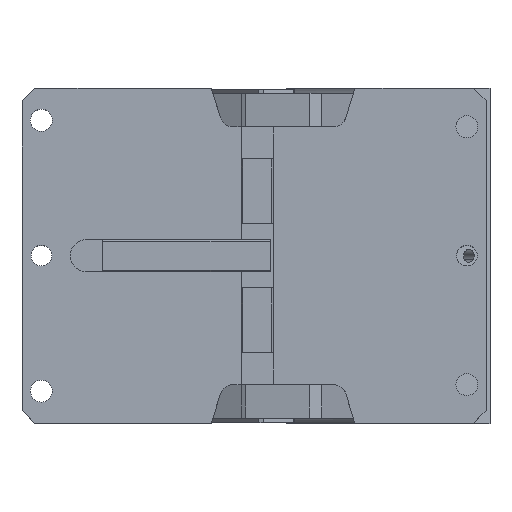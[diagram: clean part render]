
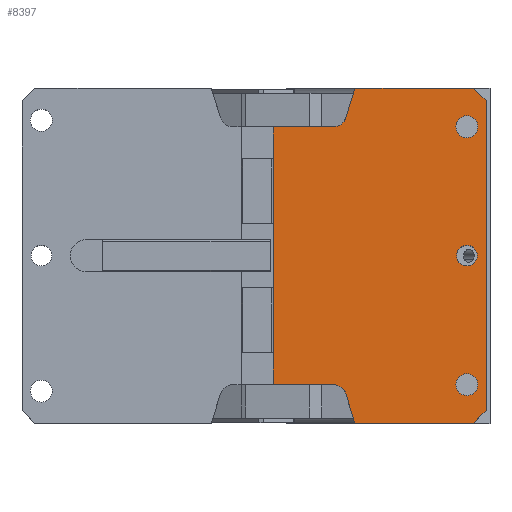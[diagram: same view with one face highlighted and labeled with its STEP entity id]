
A CAD part, top view. The second image highlights one B-rep face of the part: STEP entity #8397.
In plain terms, the highlighted planar face has unit normal (0, 0, 1).
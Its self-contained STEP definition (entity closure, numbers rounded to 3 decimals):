
#4436=CARTESIAN_POINT('Line Origine',(-101.7,100.,215.)) ;
#4440=CARTESIAN_POINT('Vertex',(-78.4,100.,215.)) ;
#4442=CARTESIAN_POINT('Vertex',(-125.,100.,215.)) ;
#5332=CARTESIAN_POINT('Axis2P3D Location',(-78.4,110.,215.)) ;
#5336=CARTESIAN_POINT('Vertex',(-68.837,107.076,215.)) ;
#5847=CARTESIAN_POINT('Vertex',(-61.828,-130.,215.)) ;
#5850=CARTESIAN_POINT('Line Origine',(-65.332,-118.538,215.)) ;
#5854=CARTESIAN_POINT('Vertex',(-68.837,-107.076,215.)) ;
#5874=CARTESIAN_POINT('Line Origine',(35.,-125.,215.)) ;
#5878=CARTESIAN_POINT('Vertex',(40.,-120.,215.)) ;
#5880=CARTESIAN_POINT('Vertex',(30.,-130.,215.)) ;
#5914=CARTESIAN_POINT('Line Origine',(40.,0.,215.)) ;
#5918=CARTESIAN_POINT('Vertex',(40.,120.,215.)) ;
#5956=CARTESIAN_POINT('Vertex',(30.,130.,215.)) ;
#5959=CARTESIAN_POINT('Line Origine',(35.,125.,215.)) ;
#6192=CARTESIAN_POINT('Vertex',(-125.,-75.,215.)) ;
#6199=CARTESIAN_POINT('Vertex',(-125.,-100.,215.)) ;
#6202=CARTESIAN_POINT('Line Origine',(-125.,-91.5,215.)) ;
#6206=CARTESIAN_POINT('Vertex',(-125.,-83.,215.)) ;
#6209=CARTESIAN_POINT('Line Origine',(-125.,-79.,215.)) ;
#6228=CARTESIAN_POINT('Line Origine',(-125.,50.,215.)) ;
#6232=CARTESIAN_POINT('Vertex',(-125.,26.2,215.)) ;
#6234=CARTESIAN_POINT('Vertex',(-125.,73.8,215.)) ;
#6237=CARTESIAN_POINT('Line Origine',(-125.,74.4,215.)) ;
#6241=CARTESIAN_POINT('Vertex',(-125.,75.,215.)) ;
#6262=CARTESIAN_POINT('Vertex',(-125.,25.,215.)) ;
#6265=CARTESIAN_POINT('Line Origine',(-125.,25.6,215.)) ;
#6288=CARTESIAN_POINT('Vertex',(25.,-108.5,215.)) ;
#6293=CARTESIAN_POINT('Axis2P3D Location',(25.,-100.,215.)) ;
#6297=CARTESIAN_POINT('Vertex',(25.,-91.5,215.)) ;
#6324=CARTESIAN_POINT('Axis2P3D Location',(25.,-100.,215.)) ;
#6346=CARTESIAN_POINT('Axis2P3D Location',(25.,100.,215.)) ;
#6350=CARTESIAN_POINT('Vertex',(25.,91.5,215.)) ;
#6352=CARTESIAN_POINT('Vertex',(25.,108.5,215.)) ;
#6386=CARTESIAN_POINT('Axis2P3D Location',(25.,100.,215.)) ;
#6972=CARTESIAN_POINT('Vertex',(-125.,-25.,215.)) ;
#7449=CARTESIAN_POINT('Line Origine',(-125.,0.,215.)) ;
#7461=CARTESIAN_POINT('Line Origine',(-125.,-50.,215.)) ;
#7465=CARTESIAN_POINT('Vertex',(-125.,-73.8,215.)) ;
#7467=CARTESIAN_POINT('Vertex',(-125.,-26.2,215.)) ;
#7470=CARTESIAN_POINT('Line Origine',(-125.,-25.6,215.)) ;
#7480=CARTESIAN_POINT('Line Origine',(-125.,-74.4,215.)) ;
#7554=CARTESIAN_POINT('Vertex',(-61.828,130.,215.)) ;
#7557=CARTESIAN_POINT('Line Origine',(-15.914,130.,215.)) ;
#7574=CARTESIAN_POINT('Line Origine',(-15.914,-130.,215.)) ;
#7600=CARTESIAN_POINT('Vertex',(-78.4,-100.,215.)) ;
#7608=CARTESIAN_POINT('Axis2P3D Location',(-78.4,-110.,215.)) ;
#8035=CARTESIAN_POINT('Line Origine',(-65.332,118.538,215.)) ;
#8209=CARTESIAN_POINT('Line Origine',(-125.,79.,215.)) ;
#8213=CARTESIAN_POINT('Vertex',(-125.,83.,215.)) ;
#8216=CARTESIAN_POINT('Line Origine',(-125.,91.5,215.)) ;
#8251=CARTESIAN_POINT('Axis2P3D Location',(-323.,-132.,215.)) ;
#8342=CARTESIAN_POINT('Line Origine',(-101.7,-100.,215.)) ;
#8375=CARTESIAN_POINT('Axis2P3D Location',(25.,0.,215.)) ;
#8379=CARTESIAN_POINT('Vertex',(25.,8.,215.)) ;
#8381=CARTESIAN_POINT('Vertex',(25.,-8.,215.)) ;
#8384=CARTESIAN_POINT('Axis2P3D Location',(25.,0.,215.)) ;
#4437=DIRECTION('Vector Direction',(-1.,0.,0.)) ;
#5333=DIRECTION('Axis2P3D Direction',(0.,0.,1.)) ;
#5851=DIRECTION('Vector Direction',(-0.292,0.956,0.)) ;
#5875=DIRECTION('Vector Direction',(-0.707,-0.707,0.)) ;
#5915=DIRECTION('Vector Direction',(0.,1.,0.)) ;
#5960=DIRECTION('Vector Direction',(0.707,-0.707,0.)) ;
#6203=DIRECTION('Vector Direction',(0.,-1.,0.)) ;
#6210=DIRECTION('Vector Direction',(0.,1.,0.)) ;
#6229=DIRECTION('Vector Direction',(0.,-1.,0.)) ;
#6238=DIRECTION('Vector Direction',(0.,-1.,0.)) ;
#6266=DIRECTION('Vector Direction',(0.,-1.,0.)) ;
#6294=DIRECTION('Axis2P3D Direction',(-0.,0.,-1.)) ;
#6325=DIRECTION('Axis2P3D Direction',(-0.,0.,-1.)) ;
#6347=DIRECTION('Axis2P3D Direction',(-0.,0.,-1.)) ;
#6387=DIRECTION('Axis2P3D Direction',(-0.,0.,-1.)) ;
#7450=DIRECTION('Vector Direction',(0.,1.,0.)) ;
#7462=DIRECTION('Vector Direction',(0.,1.,0.)) ;
#7471=DIRECTION('Vector Direction',(0.,1.,0.)) ;
#7481=DIRECTION('Vector Direction',(0.,1.,0.)) ;
#7558=DIRECTION('Vector Direction',(-1.,0.,0.)) ;
#7575=DIRECTION('Vector Direction',(-1.,0.,0.)) ;
#7609=DIRECTION('Axis2P3D Direction',(0.,0.,1.)) ;
#8036=DIRECTION('Vector Direction',(-0.292,-0.956,0.)) ;
#8210=DIRECTION('Vector Direction',(0.,1.,0.)) ;
#8217=DIRECTION('Vector Direction',(0.,1.,0.)) ;
#8252=DIRECTION('Axis2P3D Direction',(0.,0.,1.)) ;
#8253=DIRECTION('Axis2P3D XDirection',(0.,-1.,0.)) ;
#8343=DIRECTION('Vector Direction',(-1.,0.,0.)) ;
#8376=DIRECTION('Axis2P3D Direction',(0.,0.,1.)) ;
#8385=DIRECTION('Axis2P3D Direction',(0.,0.,1.)) ;
#5334=AXIS2_PLACEMENT_3D('Circle Axis2P3D',#5332,#5333,$) ;
#6295=AXIS2_PLACEMENT_3D('Circle Axis2P3D',#6293,#6294,$) ;
#6326=AXIS2_PLACEMENT_3D('Circle Axis2P3D',#6324,#6325,$) ;
#6348=AXIS2_PLACEMENT_3D('Circle Axis2P3D',#6346,#6347,$) ;
#6388=AXIS2_PLACEMENT_3D('Circle Axis2P3D',#6386,#6387,$) ;
#7610=AXIS2_PLACEMENT_3D('Circle Axis2P3D',#7608,#7609,$) ;
#8254=AXIS2_PLACEMENT_3D('Plane Axis2P3D',#8251,#8252,#8253) ;
#8377=AXIS2_PLACEMENT_3D('Circle Axis2P3D',#8375,#8376,$) ;
#8386=AXIS2_PLACEMENT_3D('Circle Axis2P3D',#8384,#8385,$) ;
#8348=ORIENTED_EDGE('',*,*,#7484,.F.) ;
#8349=ORIENTED_EDGE('',*,*,#6213,.F.) ;
#8350=ORIENTED_EDGE('',*,*,#6208,.T.) ;
#8351=ORIENTED_EDGE('',*,*,#8346,.F.) ;
#8352=ORIENTED_EDGE('',*,*,#7612,.T.) ;
#8353=ORIENTED_EDGE('',*,*,#5856,.F.) ;
#8354=ORIENTED_EDGE('',*,*,#7578,.F.) ;
#8355=ORIENTED_EDGE('',*,*,#5882,.F.) ;
#8356=ORIENTED_EDGE('',*,*,#5920,.T.) ;
#8357=ORIENTED_EDGE('',*,*,#5963,.F.) ;
#8358=ORIENTED_EDGE('',*,*,#7561,.T.) ;
#8359=ORIENTED_EDGE('',*,*,#8039,.T.) ;
#8360=ORIENTED_EDGE('',*,*,#5338,.T.) ;
#8361=ORIENTED_EDGE('',*,*,#4444,.T.) ;
#8362=ORIENTED_EDGE('',*,*,#8220,.F.) ;
#8363=ORIENTED_EDGE('',*,*,#8215,.F.) ;
#8364=ORIENTED_EDGE('',*,*,#6243,.T.) ;
#8365=ORIENTED_EDGE('',*,*,#6236,.F.) ;
#8366=ORIENTED_EDGE('',*,*,#6269,.T.) ;
#8367=ORIENTED_EDGE('',*,*,#7453,.F.) ;
#8368=ORIENTED_EDGE('',*,*,#7474,.F.) ;
#8369=ORIENTED_EDGE('',*,*,#7469,.F.) ;
#8372=ORIENTED_EDGE('',*,*,#6299,.T.) ;
#8373=ORIENTED_EDGE('',*,*,#6328,.T.) ;
#8390=ORIENTED_EDGE('',*,*,#8383,.F.) ;
#8391=ORIENTED_EDGE('',*,*,#8388,.F.) ;
#8394=ORIENTED_EDGE('',*,*,#6354,.T.) ;
#8395=ORIENTED_EDGE('',*,*,#6390,.T.) ;
#8374=FACE_BOUND('',#8371,.T.) ;
#8392=FACE_BOUND('',#8389,.T.) ;
#8396=FACE_BOUND('',#8393,.T.) ;
#4438=VECTOR('Line Direction',#4437,1.) ;
#5852=VECTOR('Line Direction',#5851,1.) ;
#5876=VECTOR('Line Direction',#5875,1.) ;
#5916=VECTOR('Line Direction',#5915,1.) ;
#5961=VECTOR('Line Direction',#5960,1.) ;
#6204=VECTOR('Line Direction',#6203,1.) ;
#6211=VECTOR('Line Direction',#6210,1.) ;
#6230=VECTOR('Line Direction',#6229,1.) ;
#6239=VECTOR('Line Direction',#6238,1.) ;
#6267=VECTOR('Line Direction',#6266,1.) ;
#7451=VECTOR('Line Direction',#7450,1.) ;
#7463=VECTOR('Line Direction',#7462,1.) ;
#7472=VECTOR('Line Direction',#7471,1.) ;
#7482=VECTOR('Line Direction',#7481,1.) ;
#7559=VECTOR('Line Direction',#7558,1.) ;
#7576=VECTOR('Line Direction',#7575,1.) ;
#8037=VECTOR('Line Direction',#8036,1.) ;
#8211=VECTOR('Line Direction',#8210,1.) ;
#8218=VECTOR('Line Direction',#8217,1.) ;
#8344=VECTOR('Line Direction',#8343,1.) ;
#8397=ADVANCED_FACE('CAM HOLDER',(#8370,#8374,#8392,#8396),#8255,.T.) ;
#5335=CIRCLE('generated circle',#5334,10.) ;
#6296=CIRCLE('generated circle',#6295,8.5) ;
#6327=CIRCLE('generated circle',#6326,8.5) ;
#6349=CIRCLE('generated circle',#6348,8.5) ;
#6389=CIRCLE('generated circle',#6388,8.5) ;
#7611=CIRCLE('generated circle',#7610,10.) ;
#8378=CIRCLE('generated circle',#8377,8.) ;
#8387=CIRCLE('generated circle',#8386,8.) ;
#4444=EDGE_CURVE('',#4441,#4443,#4439,.T.) ;
#5338=EDGE_CURVE('',#5337,#4441,#5335,.F.) ;
#5856=EDGE_CURVE('',#5848,#5855,#5853,.T.) ;
#5882=EDGE_CURVE('',#5879,#5881,#5877,.T.) ;
#5920=EDGE_CURVE('',#5879,#5919,#5917,.T.) ;
#5963=EDGE_CURVE('',#5957,#5919,#5962,.T.) ;
#6208=EDGE_CURVE('',#6207,#6200,#6205,.T.) ;
#6213=EDGE_CURVE('',#6207,#6193,#6212,.T.) ;
#6236=EDGE_CURVE('',#6233,#6235,#6231,.F.) ;
#6243=EDGE_CURVE('',#6242,#6235,#6240,.T.) ;
#6269=EDGE_CURVE('',#6233,#6263,#6268,.T.) ;
#6299=EDGE_CURVE('',#6298,#6289,#6296,.T.) ;
#6328=EDGE_CURVE('',#6289,#6298,#6327,.T.) ;
#6354=EDGE_CURVE('',#6351,#6353,#6349,.T.) ;
#6390=EDGE_CURVE('',#6353,#6351,#6389,.T.) ;
#7453=EDGE_CURVE('',#6973,#6263,#7452,.T.) ;
#7469=EDGE_CURVE('',#7466,#7468,#7464,.T.) ;
#7474=EDGE_CURVE('',#7468,#6973,#7473,.T.) ;
#7484=EDGE_CURVE('',#6193,#7466,#7483,.T.) ;
#7561=EDGE_CURVE('',#5957,#7555,#7560,.T.) ;
#7578=EDGE_CURVE('',#5881,#5848,#7577,.T.) ;
#7612=EDGE_CURVE('',#7601,#5855,#7611,.F.) ;
#8039=EDGE_CURVE('',#7555,#5337,#8038,.T.) ;
#8215=EDGE_CURVE('',#6242,#8214,#8212,.T.) ;
#8220=EDGE_CURVE('',#8214,#4443,#8219,.T.) ;
#8346=EDGE_CURVE('',#7601,#6200,#8345,.T.) ;
#8383=EDGE_CURVE('',#8380,#8382,#8378,.T.) ;
#8388=EDGE_CURVE('',#8382,#8380,#8387,.T.) ;
#8347=EDGE_LOOP('',(#8348,#8349,#8350,#8351,#8352,#8353,#8354,#8355,#8356,#8357,#8358,#8359,#8360,#8361,#8362,#8363,#8364,#8365,#8366,#8367,#8368,#8369)) ;
#8371=EDGE_LOOP('',(#8372,#8373)) ;
#8389=EDGE_LOOP('',(#8390,#8391)) ;
#8393=EDGE_LOOP('',(#8394,#8395)) ;
#8370=FACE_OUTER_BOUND('',#8347,.T.) ;
#4439=LINE('Line',#4436,#4438) ;
#5853=LINE('Line',#5850,#5852) ;
#5877=LINE('Line',#5874,#5876) ;
#5917=LINE('Line',#5914,#5916) ;
#5962=LINE('Line',#5959,#5961) ;
#6205=LINE('Line',#6202,#6204) ;
#6212=LINE('Line',#6209,#6211) ;
#6231=LINE('Line',#6228,#6230) ;
#6240=LINE('Line',#6237,#6239) ;
#6268=LINE('Line',#6265,#6267) ;
#7452=LINE('Line',#7449,#7451) ;
#7464=LINE('Line',#7461,#7463) ;
#7473=LINE('Line',#7470,#7472) ;
#7483=LINE('Line',#7480,#7482) ;
#7560=LINE('Line',#7557,#7559) ;
#7577=LINE('Line',#7574,#7576) ;
#8038=LINE('Line',#8035,#8037) ;
#8212=LINE('Line',#8209,#8211) ;
#8219=LINE('Line',#8216,#8218) ;
#8345=LINE('Line',#8342,#8344) ;
#8255=PLANE('Plane',#8254) ;
#4441=VERTEX_POINT('',#4440) ;
#4443=VERTEX_POINT('',#4442) ;
#5337=VERTEX_POINT('',#5336) ;
#5848=VERTEX_POINT('',#5847) ;
#5855=VERTEX_POINT('',#5854) ;
#5879=VERTEX_POINT('',#5878) ;
#5881=VERTEX_POINT('',#5880) ;
#5919=VERTEX_POINT('',#5918) ;
#5957=VERTEX_POINT('',#5956) ;
#6193=VERTEX_POINT('',#6192) ;
#6200=VERTEX_POINT('',#6199) ;
#6207=VERTEX_POINT('',#6206) ;
#6233=VERTEX_POINT('',#6232) ;
#6235=VERTEX_POINT('',#6234) ;
#6242=VERTEX_POINT('',#6241) ;
#6263=VERTEX_POINT('',#6262) ;
#6289=VERTEX_POINT('',#6288) ;
#6298=VERTEX_POINT('',#6297) ;
#6351=VERTEX_POINT('',#6350) ;
#6353=VERTEX_POINT('',#6352) ;
#6973=VERTEX_POINT('',#6972) ;
#7466=VERTEX_POINT('',#7465) ;
#7468=VERTEX_POINT('',#7467) ;
#7555=VERTEX_POINT('',#7554) ;
#7601=VERTEX_POINT('',#7600) ;
#8214=VERTEX_POINT('',#8213) ;
#8380=VERTEX_POINT('',#8379) ;
#8382=VERTEX_POINT('',#8381) ;
